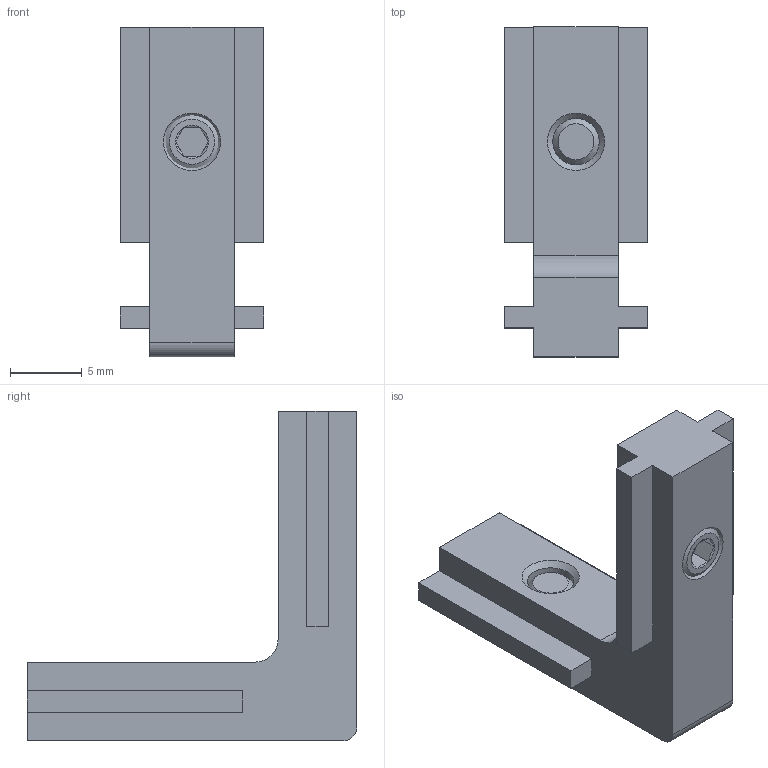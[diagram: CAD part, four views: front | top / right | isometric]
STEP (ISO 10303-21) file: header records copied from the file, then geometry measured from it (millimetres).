
FILE_DESCRIPTION(/* description */ ('STEP AP214'),/* implementation_level */ '2;1');
FILE_NAME(/* name */ 'HBLBS5',/* time_stamp */ '2024-02-05T21:21:34+01:00',/* author */ ('License CC BY-ND 4.0'),/* organization */ ('CADENAS'),/* preprocessor_version */ 'ST-DEVELOPER v19.3',/* originating_system */ 'PARTsolutions',/* authorisation */ ' ');
FILE_SCHEMA (('AUTOMOTIVE_DESIGN {1 0 10303 214 3 1 1}'));
Length unit declared in the file: millimetre
Products named in the file (3): HBLBS5; HBLBS5b; Hexagon socket set screw with flat point DIN 913 - M4x5
Assembly tree (3 placements, depth 2):
  HBLBS5
    HBLBS5b
    Hexagon socket set screw with flat point DIN 913 - M4x5  x2
Bounding box: 10 x 23 x 23 mm (x, y, z)
Volume: 1514.5 mm3; surface area: 1502.6 mm2
Topology: 3 solids, 3 shells, 68 faces, 148 edges, 88 vertices
Faces by surface type: plane 42, cone 20, cylinder 6
Full cylindrical faces by diameter (mm): 3.242 x2, 4 x2
Entity records: 1451 total; most frequent: CARTESIAN_POINT 252, DIRECTION 232, ORIENTED_EDGE 216, EDGE_CURVE 108, LINE 80, VECTOR 80, AXIS2_PLACEMENT_3D 76, VERTEX_POINT 72
